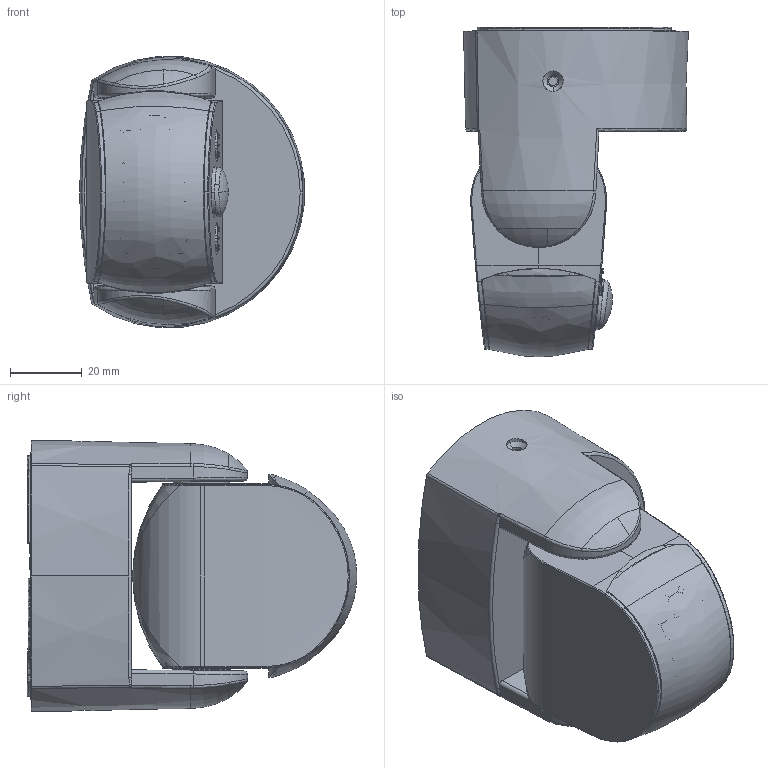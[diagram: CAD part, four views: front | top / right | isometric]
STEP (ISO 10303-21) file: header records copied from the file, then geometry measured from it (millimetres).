
FILE_DESCRIPTION (( 'STEP AP214' ), '1' );
FILE_NAME ('OCCPIRSS50-2_3D.step', '2024-03-19T17:19:05', ( '' ), ( '' ), 'SwSTEP 2.0', 'SolidWorks 2022', '' );
FILE_SCHEMA (( 'AUTOMOTIVE_DESIGN' ));
Length unit declared in the file: inch
Products named in the file (17): Copy of PS-SS5014^swivel subassy_OCCPIRSS50-2; Copy of PS-SS504^swivel subassy_OCCPIRSS50-2; Copy of PS-SS505^swivel subassy_OCCPIRSS50-2; Copy of PS-SS5013^swivel subassy_OCCPIRSS50-2; swivel subassy^OCCPIRSS50-2; Copy of PS-SS5010^swivel subassy_OCCPIRSS50-2; Copy of PS-SS5011^base subassy_OCCPIRSS50-2; Copy of PS-SS508^swivel subassy_OCCPIRSS50-2; Copy of PS-SS507^base subassy_OCCPIRSS50-2; Copy of PS-SS5012^swivel subassy_OCCPIRSS50-2; base subassy^OCCPIRSS50-2; Copy of PS-SS509^base subassy_OCCPIRSS50-2; Copy of PS-SS501^swivel subassy_OCCPIRSS50-2; Copy of PS-SS503^swivel subassy_OCCPIRSS50-2; Copy of PS-SS502^swivel subassy_OCCPIRSS50-2; Copy of PS-SS506^swivel subassy_OCCPIRSS50-2; OCCPIRSS50-2_3D
Assembly tree (16 placements, depth 3):
  OCCPIRSS50-2_3D
    base subassy^OCCPIRSS50-2
      Copy of PS-SS509^base subassy_OCCPIRSS50-2
      Copy of PS-SS507^base subassy_OCCPIRSS50-2
      Copy of PS-SS5011^base subassy_OCCPIRSS50-2
    swivel subassy^OCCPIRSS50-2
      Copy of PS-SS501^swivel subassy_OCCPIRSS50-2
      Copy of PS-SS502^swivel subassy_OCCPIRSS50-2
      Copy of PS-SS503^swivel subassy_OCCPIRSS50-2
      Copy of PS-SS504^swivel subassy_OCCPIRSS50-2
      Copy of PS-SS505^swivel subassy_OCCPIRSS50-2
      Copy of PS-SS506^swivel subassy_OCCPIRSS50-2
      Copy of PS-SS508^swivel subassy_OCCPIRSS50-2
      Copy of PS-SS5010^swivel subassy_OCCPIRSS50-2
      Copy of PS-SS5012^swivel subassy_OCCPIRSS50-2
      Copy of PS-SS5013^swivel subassy_OCCPIRSS50-2
      Copy of PS-SS5014^swivel subassy_OCCPIRSS50-2
Bounding box: 62.87 x 92.12 x 75.79 mm (x, y, z)
Volume: 81411.8 mm3; surface area: 102444.7 mm2
Topology: 14 solids, 14 shells, 1859 faces, 5002 edges, 3245 vertices
Faces by surface type: plane 721, bspline 360, cone 355, cylinder 226, sphere 102, torus 95
Entity records: 77888 total; most frequent: CARTESIAN_POINT 33804, ORIENTED_EDGE 10000, DIRECTION 7868, EDGE_CURVE 5000, VERTEX_POINT 3245, AXIS2_PLACEMENT_3D 2874, LINE 2120, VECTOR 2120
